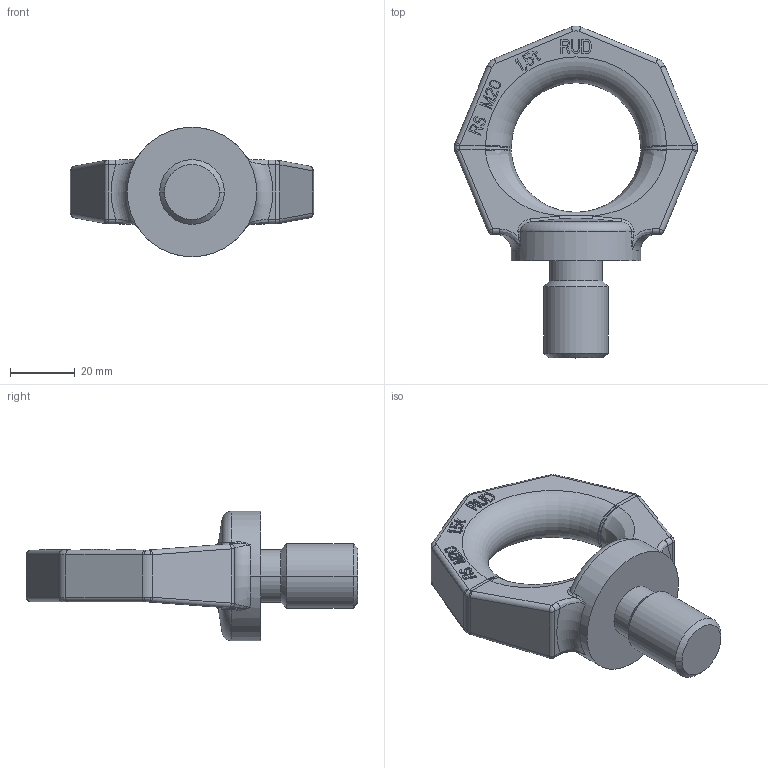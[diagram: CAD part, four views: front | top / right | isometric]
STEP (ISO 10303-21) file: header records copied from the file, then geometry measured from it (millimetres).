
FILE_DESCRIPTION((''),'2;1');
FILE_NAME('001-M31076-X06_ASM','2004-10-07T',('Leichs'),(''),'PRO/ENGINEER BY PARAMETRIC TECHNOLOGY CORPORATION, 2001400','PRO/ENGINEER BY PARAMETRIC TECHNOLOGY CORPORATION, 2001400','');
FILE_SCHEMA(('CONFIG_CONTROL_DESIGN'));
Length unit declared in the file: millimetre
Products named in the file (3): 001-M31076-X06; 001-M31076-Y06; 001-M31076-X06_ASM
Assembly tree (2 placements, depth 2):
  001-M31076-X06_ASM
    001-M31076-X06
    001-M31076-Y06
Bounding box: 75.09 x 102.54 x 40 mm (x, y, z)
Volume: 60784.4 mm3; surface area: 14457.3 mm2
Topology: 2 solids, 2 shells, 451 faces, 1215 edges, 782 vertices
Faces by surface type: plane 346, bspline 44, cylinder 36, torus 15, cone 6, sphere 4
Entity records: 16450 total; most frequent: CARTESIAN_POINT 5349, ORIENTED_EDGE 2430, DIRECTION 2053, EDGE_CURVE 1215, VECTOR 1005, LINE 1005, VERTEX_POINT 782, AXIS2_PLACEMENT_3D 524
